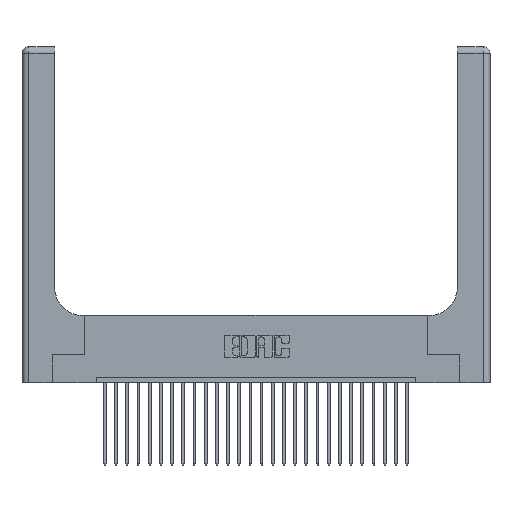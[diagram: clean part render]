
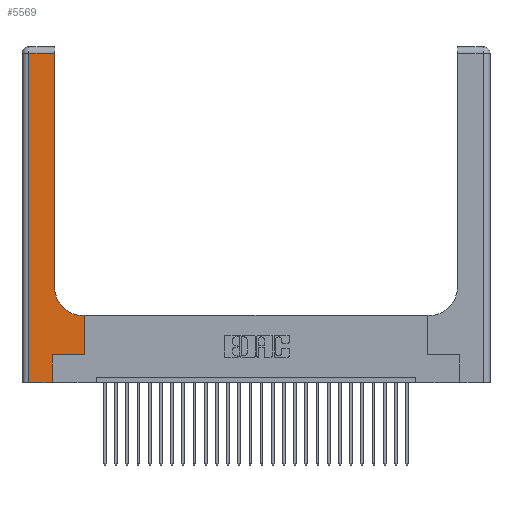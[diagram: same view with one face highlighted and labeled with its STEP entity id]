
A CAD part, top view. The second image highlights one B-rep face of the part: STEP entity #5569.
In plain terms, the highlighted planar face has unit normal (0, 0, 1).
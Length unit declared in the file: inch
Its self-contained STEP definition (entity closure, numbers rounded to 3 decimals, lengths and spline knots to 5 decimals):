
#323 = VERTEX_POINT ( 'NONE', #21345 ) ;
#509 = LINE ( 'NONE', #6040, #9043 ) ;
#612 = DIRECTION ( 'NONE',  ( -1., 0., 0. ) ) ;
#626 = VERTEX_POINT ( 'NONE', #13581 ) ;
#1582 = DIRECTION ( 'NONE',  ( 0., 1., 0. ) ) ;
#1819 = EDGE_CURVE ( 'NONE', #17212, #10100, #13708, .T. ) ;
#2037 = VECTOR ( 'NONE', #22486, 39.37008 ) ;
#2659 = EDGE_LOOP ( 'NONE', ( #14489, #11648, #11565, #5369, #17702, #21298, #16920, #6531, #17555 ) ) ;
#3230 = CARTESIAN_POINT ( 'NONE',  ( 0.269, 0.25, 0.37 ) ) ;
#3312 = VERTEX_POINT ( 'NONE', #23747 ) ;
#3547 = AXIS2_PLACEMENT_3D ( 'NONE', #13283, #13936, #5075 ) ;
#4075 = DIRECTION ( 'NONE',  ( 0., 0., -1. ) ) ;
#5075 = DIRECTION ( 'NONE',  ( -1., 0., 0. ) ) ;
#5369 = ORIENTED_EDGE ( 'NONE', *, *, #25756, .T. ) ;
#5431 = VECTOR ( 'NONE', #22421, 39.37008 ) ;
#5569 = ADVANCED_FACE ( 'NONE', ( #27821 ), #24119, .F. ) ;
#6040 = CARTESIAN_POINT ( 'NONE',  ( 0.5585, 0.25, 0.37 ) ) ;
#6531 = ORIENTED_EDGE ( 'NONE', *, *, #16518, .T. ) ;
#6778 = LINE ( 'NONE', #15297, #2037 ) ;
#8101 = CARTESIAN_POINT ( 'NONE',  ( 0.2915, 0.85, 0.37 ) ) ;
#8376 = CARTESIAN_POINT ( 'NONE',  ( 0.5415, 0.85, 0.37 ) ) ;
#8609 = VECTOR ( 'NONE', #17107, 39.37008 ) ;
#8658 = DIRECTION ( 'NONE',  ( 1., 0., 0. ) ) ;
#8864 = VERTEX_POINT ( 'NONE', #8101 ) ;
#9043 = VECTOR ( 'NONE', #1582, 39.37008 ) ;
#10100 = VERTEX_POINT ( 'NONE', #3230 ) ;
#10224 = AXIS2_PLACEMENT_3D ( 'NONE', #8376, #4075, #8658 ) ;
#10407 = CARTESIAN_POINT ( 'NONE',  ( 0.269, 0.25, 0.37 ) ) ;
#10957 = LINE ( 'NONE', #18114, #27933 ) ;
#11282 = EDGE_CURVE ( 'NONE', #3312, #14976, #6778, .T. ) ;
#11454 = EDGE_CURVE ( 'NONE', #323, #8864, #23106, .T. ) ;
#11562 = LINE ( 'NONE', #20143, #5431 ) ;
#11565 = ORIENTED_EDGE ( 'NONE', *, *, #11282, .T. ) ;
#11648 = ORIENTED_EDGE ( 'NONE', *, *, #21652, .T. ) ;
#11773 = LINE ( 'NONE', #20095, #27415 ) ;
#13283 = CARTESIAN_POINT ( 'NONE',  ( 0., 3., 0.37 ) ) ;
#13401 = EDGE_CURVE ( 'NONE', #10100, #14044, #15836, .T. ) ;
#13581 = CARTESIAN_POINT ( 'NONE',  ( 0.2915, 2.94, 0.37 ) ) ;
#13708 = LINE ( 'NONE', #24766, #22956 ) ;
#13936 = DIRECTION ( 'NONE',  ( 0., 0., -1. ) ) ;
#14044 = VERTEX_POINT ( 'NONE', #26323 ) ;
#14489 = ORIENTED_EDGE ( 'NONE', *, *, #18741, .T. ) ;
#14567 = CARTESIAN_POINT ( 'NONE',  ( 0.06, 0., 0.37 ) ) ;
#14976 = VERTEX_POINT ( 'NONE', #14567 ) ;
#15297 = CARTESIAN_POINT ( 'NONE',  ( 0.06, 3., 0.37 ) ) ;
#15836 = LINE ( 'NONE', #10407, #23003 ) ;
#16100 = DIRECTION ( 'NONE',  ( 0., 1., 0. ) ) ;
#16518 = EDGE_CURVE ( 'NONE', #19280, #323, #10957, .T. ) ;
#16920 = ORIENTED_EDGE ( 'NONE', *, *, #21929, .T. ) ;
#17107 = DIRECTION ( 'NONE',  ( 1., 0., 0. ) ) ;
#17212 = VERTEX_POINT ( 'NONE', #27611 ) ;
#17555 = ORIENTED_EDGE ( 'NONE', *, *, #11454, .T. ) ;
#17702 = ORIENTED_EDGE ( 'NONE', *, *, #1819, .T. ) ;
#18114 = CARTESIAN_POINT ( 'NONE',  ( 0.2915, 0.6, 0.37 ) ) ;
#18741 = EDGE_CURVE ( 'NONE', #8864, #626, #11562, .T. ) ;
#19280 = VERTEX_POINT ( 'NONE', #26660 ) ;
#20095 = CARTESIAN_POINT ( 'NONE',  ( 0., 2.94, 0.37 ) ) ;
#20143 = CARTESIAN_POINT ( 'NONE',  ( 0.2915, 3., 0.37 ) ) ;
#21298 = ORIENTED_EDGE ( 'NONE', *, *, #13401, .T. ) ;
#21345 = CARTESIAN_POINT ( 'NONE',  ( 0.5415, 0.6, 0.37 ) ) ;
#21488 = CARTESIAN_POINT ( 'NONE',  ( 0., 0., 0.37 ) ) ;
#21550 = LINE ( 'NONE', #21488, #8609 ) ;
#21652 = EDGE_CURVE ( 'NONE', #626, #3312, #11773, .T. ) ;
#21929 = EDGE_CURVE ( 'NONE', #14044, #19280, #509, .T. ) ;
#22421 = DIRECTION ( 'NONE',  ( 0., 1., 0. ) ) ;
#22486 = DIRECTION ( 'NONE',  ( 0., -1., 0. ) ) ;
#22956 = VECTOR ( 'NONE', #16100, 39.37008 ) ;
#23003 = VECTOR ( 'NONE', #27682, 39.37008 ) ;
#23106 = CIRCLE ( 'NONE', #10224, 0.25 ) ;
#23747 = CARTESIAN_POINT ( 'NONE',  ( 0.06, 2.94, 0.37 ) ) ;
#24119 = PLANE ( 'NONE',  #3547 ) ;
#24766 = CARTESIAN_POINT ( 'NONE',  ( 0.269, 0., 0.37 ) ) ;
#24847 = DIRECTION ( 'NONE',  ( -1., 0., 0. ) ) ;
#25756 = EDGE_CURVE ( 'NONE', #14976, #17212, #21550, .T. ) ;
#26323 = CARTESIAN_POINT ( 'NONE',  ( 0.5585, 0.25, 0.37 ) ) ;
#26660 = CARTESIAN_POINT ( 'NONE',  ( 0.5585, 0.6, 0.37 ) ) ;
#27415 = VECTOR ( 'NONE', #612, 39.37008 ) ;
#27611 = CARTESIAN_POINT ( 'NONE',  ( 0.269, 0., 0.37 ) ) ;
#27682 = DIRECTION ( 'NONE',  ( 1., 0., 0. ) ) ;
#27821 = FACE_OUTER_BOUND ( 'NONE', #2659, .T. ) ;
#27933 = VECTOR ( 'NONE', #24847, 39.37008 ) ;
